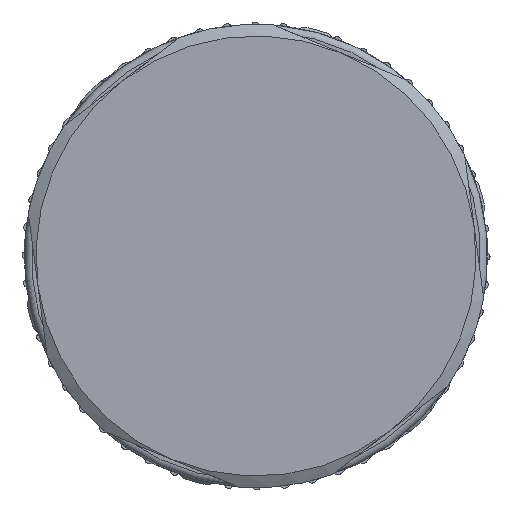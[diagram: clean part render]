
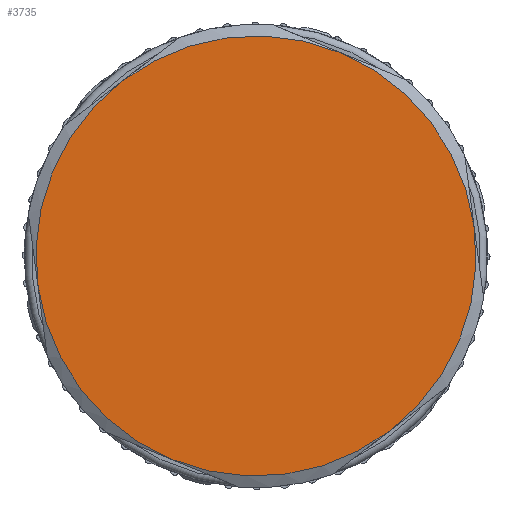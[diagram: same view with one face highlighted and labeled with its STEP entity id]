
A CAD part, left-side view. The second image highlights one B-rep face of the part: STEP entity #3735.
In plain terms, the highlighted planar face has unit normal (-1, 0, 0).
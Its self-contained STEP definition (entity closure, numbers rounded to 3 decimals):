
#1292=FACE_OUTER_BOUND('',#4827,.T.);
#3735=ADVANCED_FACE('',(#1292),#4107,.T.);
#4107=PLANE('',#12665);
#4827=EDGE_LOOP('',(#8251,#8252,#8253,#8254,#8255,#8256));
#8251=ORIENTED_EDGE('',*,*,#11220,.T.);
#8252=ORIENTED_EDGE('',*,*,#11221,.T.);
#8253=ORIENTED_EDGE('',*,*,#11222,.T.);
#8254=ORIENTED_EDGE('',*,*,#11223,.T.);
#8255=ORIENTED_EDGE('',*,*,#11224,.T.);
#8256=ORIENTED_EDGE('',*,*,#11225,.T.);
#9488=VERTEX_POINT('',#21657);
#9489=VERTEX_POINT('',#21658);
#9490=VERTEX_POINT('',#21660);
#9491=VERTEX_POINT('',#21662);
#9492=VERTEX_POINT('',#21664);
#9493=VERTEX_POINT('',#21666);
#11220=EDGE_CURVE('',#9488,#9489,#11654,.T.);
#11221=EDGE_CURVE('',#9489,#9490,#11655,.T.);
#11222=EDGE_CURVE('',#9490,#9491,#11656,.T.);
#11223=EDGE_CURVE('',#9491,#9492,#11657,.T.);
#11224=EDGE_CURVE('',#9492,#9493,#11658,.T.);
#11225=EDGE_CURVE('',#9493,#9488,#11659,.T.);
#11654=CIRCLE('',#12659,9.5);
#11655=CIRCLE('',#12660,9.5);
#11656=CIRCLE('',#12661,9.5);
#11657=CIRCLE('',#12662,9.5);
#11658=CIRCLE('',#12663,9.5);
#11659=CIRCLE('',#12664,9.5);
#12659=AXIS2_PLACEMENT_3D('',#21656,#15565,#15566);
#12660=AXIS2_PLACEMENT_3D('',#21659,#15567,#15568);
#12661=AXIS2_PLACEMENT_3D('',#21661,#15569,#15570);
#12662=AXIS2_PLACEMENT_3D('',#21663,#15571,#15572);
#12663=AXIS2_PLACEMENT_3D('',#21665,#15573,#15574);
#12664=AXIS2_PLACEMENT_3D('',#21667,#15575,#15576);
#12665=AXIS2_PLACEMENT_3D('',#21668,#15577,#15578);
#15565=DIRECTION('',(-1.,0.,0.));
#15566=DIRECTION('',(0.,0.924,0.382));
#15567=DIRECTION('',(-1.,0.,0.));
#15568=DIRECTION('',(0.,0.924,0.382));
#15569=DIRECTION('',(-1.,0.,0.));
#15570=DIRECTION('',(0.,0.924,0.382));
#15571=DIRECTION('',(-1.,0.,0.));
#15572=DIRECTION('',(0.,0.924,0.382));
#15573=DIRECTION('',(-1.,0.,0.));
#15574=DIRECTION('',(0.,0.924,0.382));
#15575=DIRECTION('',(-1.,0.,0.));
#15576=DIRECTION('',(0.,0.924,0.382));
#15577=DIRECTION('',(-1.,0.,0.));
#15578=DIRECTION('',(0.,-0.924,-0.382));
#21656=CARTESIAN_POINT('',(-44.7,0.,0.));
#21657=CARTESIAN_POINT('',(-44.7,-9.418,1.249));
#21658=CARTESIAN_POINT('',(-44.7,-3.628,8.78));
#21659=CARTESIAN_POINT('',(-44.7,0.,0.));
#21660=CARTESIAN_POINT('',(-44.7,5.79,7.532));
#21661=CARTESIAN_POINT('',(-44.7,0.,0.));
#21662=CARTESIAN_POINT('',(-44.7,9.418,-1.249));
#21663=CARTESIAN_POINT('',(-44.7,0.,0.));
#21664=CARTESIAN_POINT('',(-44.7,3.628,-8.78));
#21665=CARTESIAN_POINT('',(-44.7,0.,0.));
#21666=CARTESIAN_POINT('',(-44.7,-5.79,-7.532));
#21667=CARTESIAN_POINT('',(-44.7,0.,0.));
#21668=CARTESIAN_POINT('',(-44.7,0.,0.));
